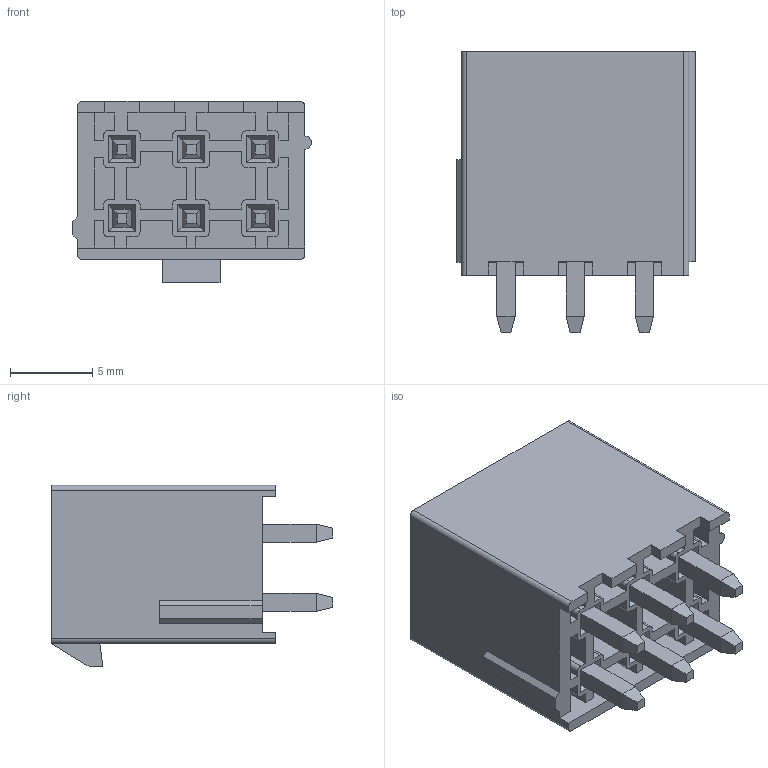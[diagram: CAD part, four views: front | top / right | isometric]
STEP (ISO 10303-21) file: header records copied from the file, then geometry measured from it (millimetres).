
FILE_DESCRIPTION((''),'2;1');
FILE_NAME('S-56970-006XX-XXX_ASM','2018-05-08T',('d33379'),(''),'CREO PARAMETRIC BY PTC INC, 2014500','CREO PARAMETRIC BY PTC INC, 2014500','');
FILE_SCHEMA(('CONFIG_CONTROL_DESIGN'));
Length unit declared in the file: millimetre
Products named in the file (1): S-56970-006XX-XXX_ASM
Bounding box: 14.5 x 17.1 x 11 mm (x, y, z)
Volume: 913.5 mm3; surface area: 2219.8 mm2
Topology: 1 solids, 1 shells, 389 faces, 1011 edges, 652 vertices
Faces by surface type: plane 360, cylinder 29
Entity records: 11658 total; most frequent: CARTESIAN_POINT 2044, ORIENTED_EDGE 1998, DIRECTION 1869, EDGE_CURVE 999, VECTOR 939, LINE 939, VERTEX_POINT 640, AXIS2_PLACEMENT_3D 465
